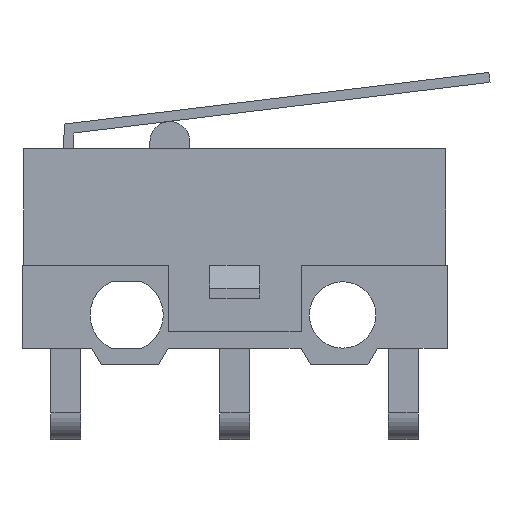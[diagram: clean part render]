
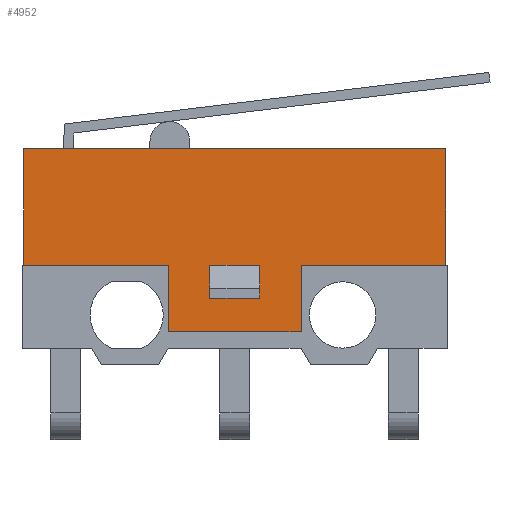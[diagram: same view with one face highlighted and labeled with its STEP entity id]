
A CAD part, front view. The second image highlights one B-rep face of the part: STEP entity #4952.
In plain terms, the highlighted planar face has unit normal (0, -1, 0).
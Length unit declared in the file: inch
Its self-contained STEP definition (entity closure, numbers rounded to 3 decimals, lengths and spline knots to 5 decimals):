
#1966=CARTESIAN_POINT('',(0.02953,-0.1122,-0.0248));
#1967=VERTEX_POINT('',#1966);
#1968=CARTESIAN_POINT('',(0.02953,-0.1122,-0.03937));
#1969=VERTEX_POINT('',#1968);
#1970=CARTESIAN_POINT('',(0.02953,-0.1122,-0.0248));
#1971=DIRECTION('',(0.0,0.0,-1.0));
#1972=VECTOR('',#1971,0.01457);
#1973=LINE('',#1970,#1972);
#1974=EDGE_CURVE('',#1967,#1969,#1973,.T.);
#2006=CARTESIAN_POINT('',(0.07874,-0.1122,0.0));
#2007=VERTEX_POINT('',#2006);
#2008=CARTESIAN_POINT('',(0.07874,-0.1122,-0.07874));
#2009=VERTEX_POINT('',#2008);
#2010=CARTESIAN_POINT('',(0.07874,-0.1122,0.0));
#2011=DIRECTION('',(0.0,0.0,-1.0));
#2012=VECTOR('',#2011,0.07874);
#2013=LINE('',#2010,#2012);
#2014=EDGE_CURVE('',#2007,#2009,#2013,.T.);
#2046=CARTESIAN_POINT('',(-0.07874,-0.1122,-0.07874));
#2047=VERTEX_POINT('',#2046);
#2048=CARTESIAN_POINT('',(-0.07874,-0.1122,-0.07874));
#2049=DIRECTION('',(1.0,0.0,0.0));
#2050=VECTOR('',#2049,0.15748);
#2051=LINE('',#2048,#2050);
#2052=EDGE_CURVE('',#2047,#2009,#2051,.T.);
#2077=CARTESIAN_POINT('',(-0.07874,-0.1122,0.0));
#2078=VERTEX_POINT('',#2077);
#2079=CARTESIAN_POINT('',(-0.07874,-0.1122,0.0));
#2080=DIRECTION('',(0.0,0.0,-1.0));
#2081=VECTOR('',#2080,0.07874);
#2082=LINE('',#2079,#2081);
#2083=EDGE_CURVE('',#2078,#2047,#2082,.T.);
#2149=CARTESIAN_POINT('',(-0.25,-0.1122,0.0));
#2150=VERTEX_POINT('',#2149);
#2151=CARTESIAN_POINT('',(-0.25,-0.1122,0.0));
#2152=DIRECTION('',(1.0,0.0,0.0));
#2153=VECTOR('',#2152,0.17126);
#2154=LINE('',#2151,#2153);
#2155=EDGE_CURVE('',#2150,#2078,#2154,.T.);
#2181=CARTESIAN_POINT('',(0.25,-0.1122,0.0));
#2182=VERTEX_POINT('',#2181);
#2189=CARTESIAN_POINT('',(0.07874,-0.1122,0.0));
#2190=DIRECTION('',(1.0,0.0,0.0));
#2191=VECTOR('',#2190,0.17126);
#2192=LINE('',#2189,#2191);
#2193=EDGE_CURVE('',#2007,#2182,#2192,.T.);
#2469=CARTESIAN_POINT('',(-0.02953,-0.1122,-0.03937));
#2470=VERTEX_POINT('',#2469);
#2471=CARTESIAN_POINT('',(-0.02953,-0.1122,-0.0248));
#2472=VERTEX_POINT('',#2471);
#2473=CARTESIAN_POINT('',(-0.02953,-0.1122,-0.03937));
#2474=DIRECTION('',(0.0,0.0,1.0));
#2475=VECTOR('',#2474,0.01457);
#2476=LINE('',#2473,#2475);
#2477=EDGE_CURVE('',#2470,#2472,#2476,.T.);
#2509=CARTESIAN_POINT('',(0.02953,-0.1122,-0.03937));
#2510=DIRECTION('',(-1.0,0.0,0.0));
#2511=VECTOR('',#2510,0.05906);
#2512=LINE('',#2509,#2511);
#2513=EDGE_CURVE('',#1969,#2470,#2512,.T.);
#3319=CARTESIAN_POINT('',(0.02953,-0.1122,0.0));
#3320=VERTEX_POINT('',#3319);
#3321=CARTESIAN_POINT('',(0.02953,-0.1122,0.0));
#3322=DIRECTION('',(0.0,0.0,-1.0));
#3323=VECTOR('',#3322,0.0248);
#3324=LINE('',#3321,#3323);
#3325=EDGE_CURVE('',#3320,#1967,#3324,.T.);
#3366=CARTESIAN_POINT('',(-0.02953,-0.1122,0.0));
#3367=VERTEX_POINT('',#3366);
#3374=CARTESIAN_POINT('',(-0.02953,-0.1122,-0.0248));
#3375=DIRECTION('',(0.0,0.0,1.0));
#3376=VECTOR('',#3375,0.0248);
#3377=LINE('',#3374,#3376);
#3378=EDGE_CURVE('',#2472,#3367,#3377,.T.);
#3545=CARTESIAN_POINT('',(-0.02953,-0.1122,0.0));
#3546=DIRECTION('',(1.0,0.0,0.0));
#3547=VECTOR('',#3546,0.05906);
#3548=LINE('',#3545,#3547);
#3549=EDGE_CURVE('',#3367,#3320,#3548,.T.);
#4838=CARTESIAN_POINT('',(-0.25,-0.1122,0.1378));
#4839=VERTEX_POINT('',#4838);
#4855=CARTESIAN_POINT('',(-0.25,-0.1122,0.0));
#4856=DIRECTION('',(0.0,0.0,1.0));
#4857=VECTOR('',#4856,0.1378);
#4858=LINE('',#4855,#4857);
#4859=EDGE_CURVE('',#2150,#4839,#4858,.T.);
#4905=CARTESIAN_POINT('',(0.25,-0.1122,0.1378));
#4906=VERTEX_POINT('',#4905);
#4913=CARTESIAN_POINT('',(0.25,-0.1122,0.0));
#4914=DIRECTION('',(0.0,0.0,1.0));
#4915=VECTOR('',#4914,0.1378);
#4916=LINE('',#4913,#4915);
#4917=EDGE_CURVE('',#2182,#4906,#4916,.T.);
#4924=CARTESIAN_POINT('',(-0.275,-0.1122,0.14862));
#4925=DIRECTION('',(0.0,-1.0,0.0));
#4926=DIRECTION('',(0.0,0.0,-1.0));
#4927=AXIS2_PLACEMENT_3D('',#4924,#4925,#4926);
#4928=PLANE('',#4927);
#4929=CARTESIAN_POINT('',(0.25,-0.1122,0.1378));
#4930=DIRECTION('',(-1.0,0.0,0.0));
#4931=VECTOR('',#4930,0.5);
#4932=LINE('',#4929,#4931);
#4933=EDGE_CURVE('',#4906,#4839,#4932,.T.);
#4934=ORIENTED_EDGE('',*,*,#4933,.T.);
#4935=ORIENTED_EDGE('',*,*,#4859,.F.);
#4936=ORIENTED_EDGE('',*,*,#2155,.T.);
#4937=ORIENTED_EDGE('',*,*,#2083,.T.);
#4938=ORIENTED_EDGE('',*,*,#2052,.T.);
#4939=ORIENTED_EDGE('',*,*,#2014,.F.);
#4940=ORIENTED_EDGE('',*,*,#2193,.T.);
#4941=ORIENTED_EDGE('',*,*,#4917,.T.);
#4942=EDGE_LOOP('',(#4934,#4935,#4936,#4937,#4938,#4939,#4940,#4941));
#4943=FACE_OUTER_BOUND('',#4942,.T.);
#4944=ORIENTED_EDGE('',*,*,#2477,.T.);
#4945=ORIENTED_EDGE('',*,*,#3378,.T.);
#4946=ORIENTED_EDGE('',*,*,#3549,.T.);
#4947=ORIENTED_EDGE('',*,*,#3325,.T.);
#4948=ORIENTED_EDGE('',*,*,#1974,.T.);
#4949=ORIENTED_EDGE('',*,*,#2513,.T.);
#4950=EDGE_LOOP('',(#4944,#4945,#4946,#4947,#4948,#4949));
#4951=FACE_BOUND('',#4950,.T.);
#4952=ADVANCED_FACE('',(#4943,#4951),#4928,.T.);
